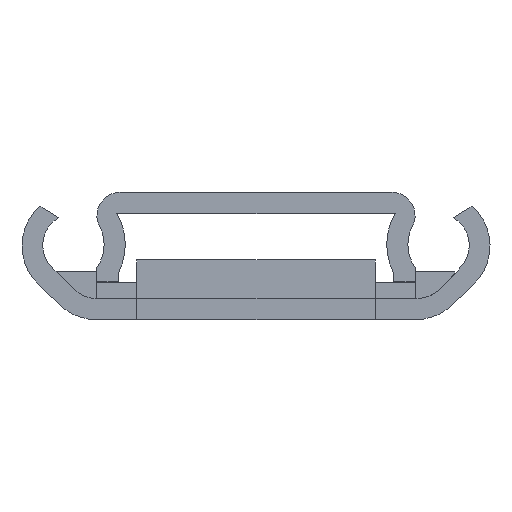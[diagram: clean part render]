
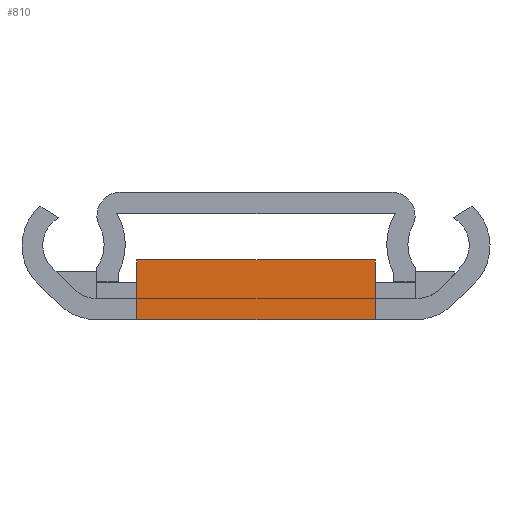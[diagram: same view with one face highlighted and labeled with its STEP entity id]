
A CAD part, left-side view. The second image highlights one B-rep face of the part: STEP entity #810.
In plain terms, the highlighted face is planar.
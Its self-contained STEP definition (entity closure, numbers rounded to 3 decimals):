
#21 = VERTEX_POINT ( 'NONE', #4107 ) ;
#119 = CARTESIAN_POINT ( 'NONE',  ( 4.5, 9., -277. ) ) ;
#165 = EDGE_CURVE ( 'NONE', #1791, #4051, #1522, .T. ) ;
#486 = EDGE_CURVE ( 'NONE', #2060, #4384, #580, .T. ) ;
#580 = LINE ( 'NONE', #119, #2188 ) ;
#614 = DIRECTION ( 'NONE',  ( 1., 0., 0. ) ) ;
#637 = ORIENTED_EDGE ( 'NONE', *, *, #3371, .F. ) ;
#674 = VECTOR ( 'NONE', #861, 1000. ) ;
#698 = EDGE_CURVE ( 'NONE', #2060, #21, #2565, .T. ) ;
#810 = ADVANCED_FACE ( 'NONE', ( #4341 ), #2927, .F. ) ;
#861 = DIRECTION ( 'NONE',  ( 1., 0., 0. ) ) ;
#1063 = CARTESIAN_POINT ( 'NONE',  ( 0., 9., -277. ) ) ;
#1188 = ORIENTED_EDGE ( 'NONE', *, *, #486, .F. ) ;
#1288 = ORIENTED_EDGE ( 'NONE', *, *, #3260, .F. ) ;
#1315 = CARTESIAN_POINT ( 'NONE',  ( 0., -9., -277. ) ) ;
#1522 = LINE ( 'NONE', #1063, #3881 ) ;
#1567 = DIRECTION ( 'NONE',  ( 1., 0., 0. ) ) ;
#1657 = DIRECTION ( 'NONE',  ( -1., 0., 0. ) ) ;
#1791 = VERTEX_POINT ( 'NONE', #1969 ) ;
#1969 = CARTESIAN_POINT ( 'NONE',  ( 0., 9., -277. ) ) ;
#2034 = DIRECTION ( 'NONE',  ( 0., 0., 1. ) ) ;
#2060 = VERTEX_POINT ( 'NONE', #2258 ) ;
#2107 = CARTESIAN_POINT ( 'NONE',  ( 4.5, -9., -277. ) ) ;
#2137 = ORIENTED_EDGE ( 'NONE', *, *, #698, .T. ) ;
#2188 = VECTOR ( 'NONE', #4125, 1000. ) ;
#2228 = LINE ( 'NONE', #1315, #674 ) ;
#2258 = CARTESIAN_POINT ( 'NONE',  ( 4.5, -9., -277. ) ) ;
#2339 = CARTESIAN_POINT ( 'NONE',  ( 0., -9., -277. ) ) ;
#2478 = CARTESIAN_POINT ( 'NONE',  ( 0., 9., -277. ) ) ;
#2565 = LINE ( 'NONE', #2107, #3781 ) ;
#2594 = DIRECTION ( 'NONE',  ( 0., -1., 0. ) ) ;
#2765 = CARTESIAN_POINT ( 'NONE',  ( 1.6, 9., -277. ) ) ;
#2806 = VERTEX_POINT ( 'NONE', #2339 ) ;
#2897 = ORIENTED_EDGE ( 'NONE', *, *, #165, .T. ) ;
#2927 = PLANE ( 'NONE',  #4461 ) ;
#3008 = ORIENTED_EDGE ( 'NONE', *, *, #4047, .F. ) ;
#3041 = CARTESIAN_POINT ( 'NONE',  ( 0., 9., -277. ) ) ;
#3186 = VECTOR ( 'NONE', #2594, 1000. ) ;
#3225 = DIRECTION ( 'NONE',  ( -1., 0., 0. ) ) ;
#3260 = EDGE_CURVE ( 'NONE', #2806, #21, #2228, .T. ) ;
#3281 = VECTOR ( 'NONE', #3225, 1000. ) ;
#3371 = EDGE_CURVE ( 'NONE', #1791, #2806, #3500, .T. ) ;
#3500 = LINE ( 'NONE', #3041, #3186 ) ;
#3653 = CARTESIAN_POINT ( 'NONE',  ( 4.5, 9., -277. ) ) ;
#3689 = CARTESIAN_POINT ( 'NONE',  ( 4.5, 9., -277. ) ) ;
#3781 = VECTOR ( 'NONE', #1657, 1000. ) ;
#3881 = VECTOR ( 'NONE', #614, 1000. ) ;
#4047 = EDGE_CURVE ( 'NONE', #4384, #4051, #4149, .T. ) ;
#4051 = VERTEX_POINT ( 'NONE', #2765 ) ;
#4107 = CARTESIAN_POINT ( 'NONE',  ( 1.6, -9., -277. ) ) ;
#4125 = DIRECTION ( 'NONE',  ( 0., 1., 0. ) ) ;
#4149 = LINE ( 'NONE', #3689, #3281 ) ;
#4341 = FACE_OUTER_BOUND ( 'NONE', #4359, .T. ) ;
#4359 = EDGE_LOOP ( 'NONE', ( #2897, #3008, #1188, #2137, #1288, #637 ) ) ;
#4384 = VERTEX_POINT ( 'NONE', #3653 ) ;
#4461 = AXIS2_PLACEMENT_3D ( 'NONE', #2478, #2034, #1567 ) ;
